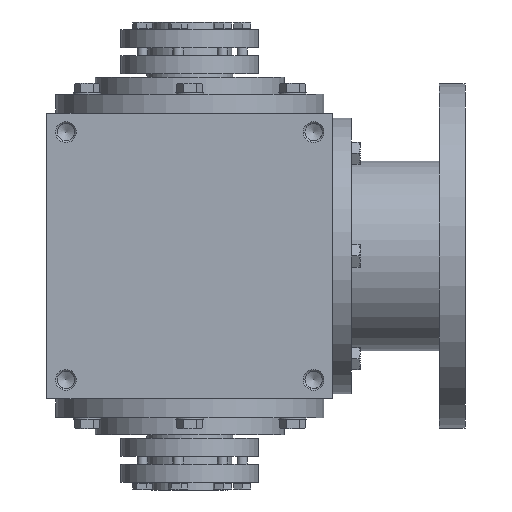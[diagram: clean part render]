
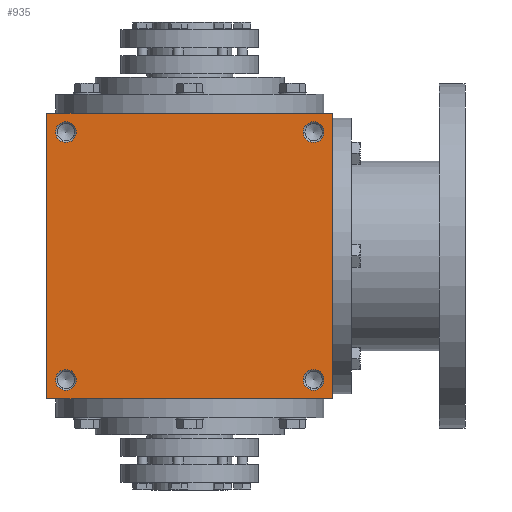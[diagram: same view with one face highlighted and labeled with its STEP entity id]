
A CAD part, front view. The second image highlights one B-rep face of the part: STEP entity #935.
In plain terms, the highlighted planar face has unit normal (0, -1, 0).
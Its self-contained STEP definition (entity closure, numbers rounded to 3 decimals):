
#935 = ADVANCED_FACE( '', ( #1948, #1949, #1950, #1951, #1952 ), #1953, .F. );
#1948 = FACE_BOUND( '', #3090, .T. );
#1949 = FACE_BOUND( '', #3091, .T. );
#1950 = FACE_BOUND( '', #3092, .T. );
#1951 = FACE_BOUND( '', #3093, .T. );
#1952 = FACE_OUTER_BOUND( '', #3094, .T. );
#1953 = PLANE( '', #3095 );
#3090 = EDGE_LOOP( '', ( #4916 ) );
#3091 = EDGE_LOOP( '', ( #4917 ) );
#3092 = EDGE_LOOP( '', ( #4918 ) );
#3093 = EDGE_LOOP( '', ( #4919 ) );
#3094 = EDGE_LOOP( '', ( #4920, #4921, #4922, #4923 ) );
#3095 = AXIS2_PLACEMENT_3D( '', #4924, #4925, #4926 );
#4916 = ORIENTED_EDGE( '', *, *, #6525, .T. );
#4917 = ORIENTED_EDGE( '', *, *, #6526, .T. );
#4918 = ORIENTED_EDGE( '', *, *, #6082, .F. );
#4919 = ORIENTED_EDGE( '', *, *, #6222, .F. );
#4920 = ORIENTED_EDGE( '', *, *, #6527, .T. );
#4921 = ORIENTED_EDGE( '', *, *, #6528, .F. );
#4922 = ORIENTED_EDGE( '', *, *, #6348, .F. );
#4923 = ORIENTED_EDGE( '', *, *, #6397, .T. );
#4924 = CARTESIAN_POINT( '', ( -83., -83., 83. ) );
#4925 = DIRECTION( '', ( 0., 1., 0. ) );
#4926 = DIRECTION( '', ( 0., 0., 1. ) );
#6082 = EDGE_CURVE( '', #7094, #7094, #7095, .T. );
#6222 = EDGE_CURVE( '', #7315, #7315, #7316, .T. );
#6348 = EDGE_CURVE( '', #7498, #7500, #7501, .T. );
#6397 = EDGE_CURVE( '', #7498, #7570, #7572, .T. );
#6525 = EDGE_CURVE( '', #7747, #7747, #7748, .T. );
#6526 = EDGE_CURVE( '', #7749, #7749, #7750, .T. );
#6527 = EDGE_CURVE( '', #7570, #7751, #7752, .T. );
#6528 = EDGE_CURVE( '', #7500, #7751, #7753, .T. );
#7094 = VERTEX_POINT( '', #8587 );
#7095 = CIRCLE( '', #8588, 6. );
#7315 = VERTEX_POINT( '', #8907 );
#7316 = CIRCLE( '', #8908, 6. );
#7498 = VERTEX_POINT( '', #9173 );
#7500 = VERTEX_POINT( '', #9176 );
#7501 = LINE( '', #9177, #9178 );
#7570 = VERTEX_POINT( '', #9272 );
#7572 = LINE( '', #9275, #9276 );
#7747 = VERTEX_POINT( '', #9588 );
#7748 = CIRCLE( '', #9589, 6. );
#7749 = VERTEX_POINT( '', #9590 );
#7750 = CIRCLE( '', #9591, 6. );
#7751 = VERTEX_POINT( '', #9592 );
#7752 = LINE( '', #9593, #9594 );
#7753 = LINE( '', #9595, #9596 );
#8587 = CARTESIAN_POINT( '', ( 72., -83., -78. ) );
#8588 = AXIS2_PLACEMENT_3D( '', #10201, #10202, #10203 );
#8907 = CARTESIAN_POINT( '', ( 72., -83., 66. ) );
#8908 = AXIS2_PLACEMENT_3D( '', #10419, #10420, #10421 );
#9173 = CARTESIAN_POINT( '', ( -83., -83., 83. ) );
#9176 = CARTESIAN_POINT( '', ( 83., -83., 83. ) );
#9177 = CARTESIAN_POINT( '', ( -83., -83., 83. ) );
#9178 = VECTOR( '', #10622, 1000. );
#9272 = CARTESIAN_POINT( '', ( -83., -83., -83. ) );
#9275 = CARTESIAN_POINT( '', ( -83., -83., 83. ) );
#9276 = VECTOR( '', #10681, 1000. );
#9588 = CARTESIAN_POINT( '', ( -72., -83., -66. ) );
#9589 = AXIS2_PLACEMENT_3D( '', #10814, #10815, #10816 );
#9590 = CARTESIAN_POINT( '', ( -72., -83., 78. ) );
#9591 = AXIS2_PLACEMENT_3D( '', #10817, #10818, #10819 );
#9592 = CARTESIAN_POINT( '', ( 83., -83., -83. ) );
#9593 = CARTESIAN_POINT( '', ( -83., -83., -83. ) );
#9594 = VECTOR( '', #10820, 1000. );
#9595 = CARTESIAN_POINT( '', ( 83., -83., 83. ) );
#9596 = VECTOR( '', #10821, 1000. );
#10201 = CARTESIAN_POINT( '', ( 72., -83., -72. ) );
#10202 = DIRECTION( '', ( 0., -1., 0. ) );
#10203 = DIRECTION( '', ( 0., 0., -1. ) );
#10419 = CARTESIAN_POINT( '', ( 72., -83., 72. ) );
#10420 = DIRECTION( '', ( 0., -1., 0. ) );
#10421 = DIRECTION( '', ( 0., 0., -1. ) );
#10622 = DIRECTION( '', ( 1., 0., 0. ) );
#10681 = DIRECTION( '', ( 0., 0., -1. ) );
#10814 = CARTESIAN_POINT( '', ( -72., -83., -72. ) );
#10815 = DIRECTION( '', ( 0., 1., 0. ) );
#10816 = DIRECTION( '', ( 0., 0., 1. ) );
#10817 = CARTESIAN_POINT( '', ( -72., -83., 72. ) );
#10818 = DIRECTION( '', ( 0., 1., 0. ) );
#10819 = DIRECTION( '', ( 0., 0., 1. ) );
#10820 = DIRECTION( '', ( 1., 0., 0. ) );
#10821 = DIRECTION( '', ( 0., 0., -1. ) );
